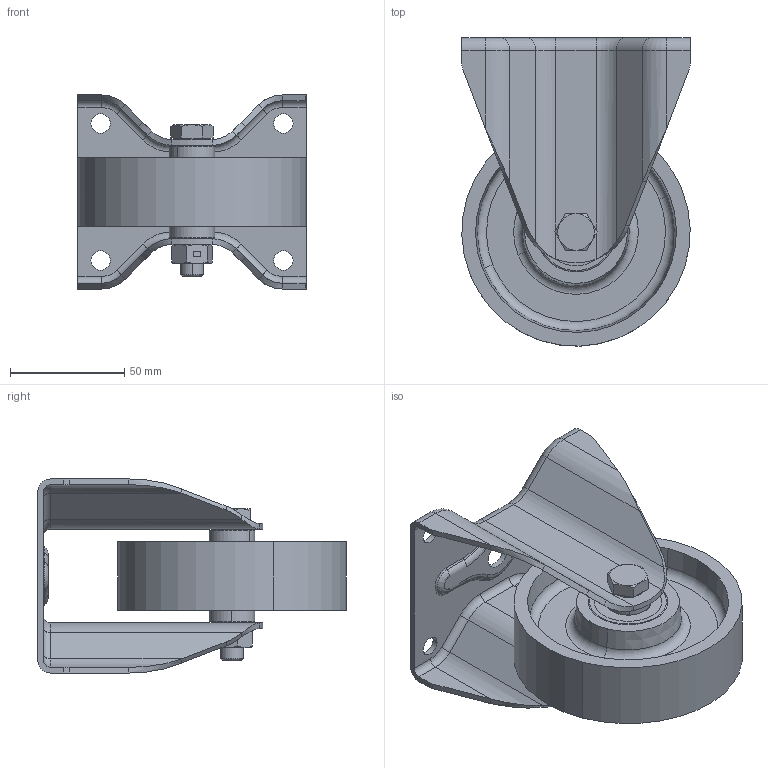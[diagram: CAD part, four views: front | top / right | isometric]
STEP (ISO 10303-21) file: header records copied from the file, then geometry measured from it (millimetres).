
FILE_DESCRIPTION (( 'STEP AP214' ), '1' );
FILE_NAME ('0047453_B-IHB-GGK-100-K_(A-01).step', '2019-08-19T08:20:42', ( 'Windows-Benutzer' ), ( '' ), 'SwSTEP 2.0', 'SolidWorks 2018', '' );
FILE_SCHEMA (( 'AUTOMOTIVE_DESIGN' ));
Length unit declared in the file: millimetre
Products named in the file (1): 0047453_B-IHB-GGK-100-K_(A-01)
Bounding box: 100 x 134.98 x 85 mm (x, y, z)
Volume: 180428.7 mm3; surface area: 104032.6 mm2
Topology: 17 solids, 17 shells, 422 faces, 918 edges, 546 vertices
Faces by surface type: cylinder 166, plane 110, torus 70, bspline 44, cone 32
Entity records: 19142 total; most frequent: CARTESIAN_POINT 5233, DIRECTION 1932, ORIENTED_EDGE 1836, EDGE_CURVE 918, AXIS2_PLACEMENT_3D 801, VERTEX_POINT 546, EDGE_LOOP 482, UNCERTAINTY_MEASURE_WITH_UNIT 441
